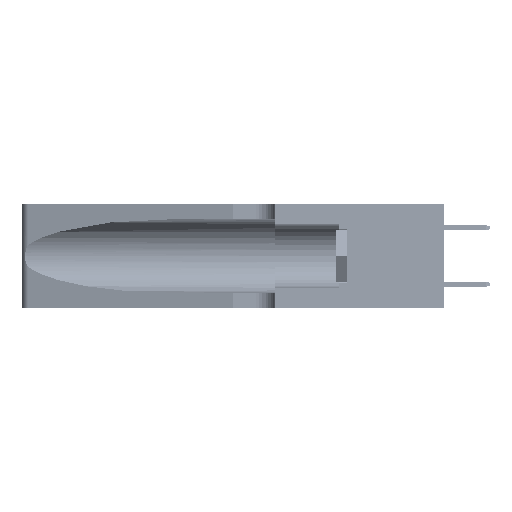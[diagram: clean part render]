
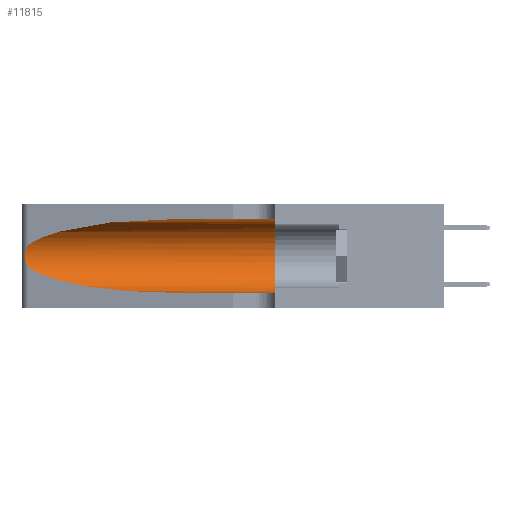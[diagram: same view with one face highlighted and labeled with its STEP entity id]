
A CAD part, left-side view. The second image highlights one B-rep face of the part: STEP entity #11815.
In plain terms, the highlighted cylindrical face has radius 3.308 mm (diameter 6.617 mm), a partial arc.
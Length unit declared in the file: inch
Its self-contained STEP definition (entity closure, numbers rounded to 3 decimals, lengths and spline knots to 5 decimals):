
#275 = VECTOR ( 'NONE', #1236, 39.37008 ) ;
#1236 = DIRECTION ( 'NONE',  ( 0., -1., 0. ) ) ;
#1961 = CARTESIAN_POINT ( 'NONE',  ( 0.1305, 0.35, 0.05475 ) ) ;
#2142 = CARTESIAN_POINT ( 'NONE',  ( 0.26018, 1.23835, 0.19895 ) ) ;
#4085 = CARTESIAN_POINT ( 'NONE',  ( 0.2373, 1.15595, 0.08982 ) ) ;
#5548 = ORIENTED_EDGE ( 'NONE', *, *, #19159, .T. ) ;
#6230 = CARTESIAN_POINT ( 'NONE',  ( 0.25555, 1.22994, 0.2215 ) ) ;
#6416 = CARTESIAN_POINT ( 'NONE',  ( 0.26075, 1.23896, 0.178 ) ) ;
#9164 = VERTEX_POINT ( 'NONE', #33351 ) ;
#10211 = DIRECTION ( 'NONE',  ( 0., 1., 0. ) ) ;
#10696 = CARTESIAN_POINT ( 'NONE',  ( 0.25856, 1.23593, 0.16098 ) ) ;
#11815 = ADVANCED_FACE ( 'NONE', ( #17454 ), #38587, .F. ) ;
#12112 = CARTESIAN_POINT ( 'NONE',  ( 0.1305, 0.72297, 0.31525 ) ) ;
#12975 = CARTESIAN_POINT ( 'NONE',  ( 0.1305, 0.35, 0.31525 ) ) ;
#15007 = CARTESIAN_POINT ( 'NONE',  ( 0.25639, 1.23186, 0.15144 ) ) ;
#15111 = EDGE_CURVE ( 'NONE', #35407, #29172, #37385, .T. ) ;
#16153 = EDGE_CURVE ( 'NONE', #9164, #22741, #27604, .T. ) ;
#16415 = CARTESIAN_POINT ( 'NONE',  ( 0.25487, 1.22718, 0.22369 ) ) ;
#16947 = CARTESIAN_POINT ( 'NONE',  ( 0.1305, 0.72297, 0.05475 ) ) ;
#17454 = FACE_OUTER_BOUND ( 'NONE', #51920, .T. ) ;
#17735 = B_SPLINE_CURVE_WITH_KNOTS ( 'NONE', 3,
 ( #44366, #6230, #23347, #52798, #27611, #2142, #31855, #6416, #36092, #10696, #40311, #15007, #44555, #19267 ),
 .UNSPECIFIED., .F., .F.,
 ( 4, 2, 2, 2, 2, 2, 4 ),
 ( 0., 0.00027, 0.00053, 0.00107, 0.0016, 0.00187, 0.00214 ),
 .UNSPECIFIED. ) ;
#18529 = CARTESIAN_POINT ( 'NONE',  ( 0.1305, 0.72297, 0.05475 ) ) ;
#18856 = ORIENTED_EDGE ( 'NONE', *, *, #16153, .T. ) ;
#19159 = EDGE_CURVE ( 'NONE', #29172, #9164, #17735, .T. ) ;
#19267 = CARTESIAN_POINT ( 'NONE',  ( 0.25487, 1.22718, 0.14631 ) ) ;
#19711 = DIRECTION ( 'NONE',  ( 0., 0., -1. ) ) ;
#20355 = EDGE_CURVE ( 'NONE', #28021, #41300, #27507, .T. ) ;
#20503 = CARTESIAN_POINT ( 'NONE',  ( 0.18966, 0.96281, 0.31525 ) ) ;
#20877 = VECTOR ( 'NONE', #31316, 39.37008 ) ;
#22741 = VERTEX_POINT ( 'NONE', #18529 ) ;
#23347 = CARTESIAN_POINT ( 'NONE',  ( 0.25639, 1.23184, 0.21858 ) ) ;
#23446 = ORIENTED_EDGE ( 'NONE', *, *, #34374, .T. ) ;
#23970 = DIRECTION ( 'NONE',  ( 0., -1., 0. ) ) ;
#27507 = CIRCLE ( 'NONE', #33667, 0.13025 ) ;
#27604 =( BOUNDED_CURVE ( )  B_SPLINE_CURVE ( 3, ( #54674, #4085, #42241, #16947 ),
 .UNSPECIFIED., .F., .T. ) 
 B_SPLINE_CURVE_WITH_KNOTS ( ( 4, 4 ),
 ( 3.44316, 4.71239 ),
 .UNSPECIFIED. ) 
 CURVE ( )  GEOMETRIC_REPRESENTATION_ITEM ( )  RATIONAL_B_SPLINE_CURVE ( ( 1., 0.87, 0.87, 1. ) ) 
 REPRESENTATION_ITEM ( '' )  );
#27611 = CARTESIAN_POINT ( 'NONE',  ( 0.25854, 1.2359, 0.20912 ) ) ;
#28021 = VERTEX_POINT ( 'NONE', #12975 ) ;
#29172 = VERTEX_POINT ( 'NONE', #53375 ) ;
#29391 = ORIENTED_EDGE ( 'NONE', *, *, #20355, .F. ) ;
#31316 = DIRECTION ( 'NONE',  ( 0., -1., 0. ) ) ;
#31855 = CARTESIAN_POINT ( 'NONE',  ( 0.26075, 1.23896, 0.19203 ) ) ;
#33351 = CARTESIAN_POINT ( 'NONE',  ( 0.25487, 1.22718, 0.14631 ) ) ;
#33667 = AXIS2_PLACEMENT_3D ( 'NONE', #35619, #10211, #39833 ) ;
#34161 = LINE ( 'NONE', #43655, #275 ) ;
#34374 = EDGE_CURVE ( 'NONE', #22741, #41300, #34161, .T. ) ;
#35407 = VERTEX_POINT ( 'NONE', #40815 ) ;
#35619 = CARTESIAN_POINT ( 'NONE',  ( 0.1305, 0.35, 0.185 ) ) ;
#36092 = CARTESIAN_POINT ( 'NONE',  ( 0.26017, 1.23833, 0.17102 ) ) ;
#37385 =( BOUNDED_CURVE ( )  B_SPLINE_CURVE ( 3, ( #12112, #20503, #45779, #16415 ),
 .UNSPECIFIED., .F., .T. ) 
 B_SPLINE_CURVE_WITH_KNOTS ( ( 4, 4 ),
 ( 1.5708, 2.84003 ),
 .UNSPECIFIED. ) 
 CURVE ( )  GEOMETRIC_REPRESENTATION_ITEM ( )  RATIONAL_B_SPLINE_CURVE ( ( 1., 0.87, 0.87, 1. ) ) 
 REPRESENTATION_ITEM ( '' )  );
#38587 = CYLINDRICAL_SURFACE ( 'NONE', #54595, 0.13025 ) ;
#38863 = ORIENTED_EDGE ( 'NONE', *, *, #15111, .T. ) ;
#39833 = DIRECTION ( 'NONE',  ( 0., 0., 1. ) ) ;
#40311 = CARTESIAN_POINT ( 'NONE',  ( 0.25789, 1.23486, 0.15765 ) ) ;
#40815 = CARTESIAN_POINT ( 'NONE',  ( 0.1305, 0.72297, 0.31525 ) ) ;
#41300 = VERTEX_POINT ( 'NONE', #1961 ) ;
#42241 = CARTESIAN_POINT ( 'NONE',  ( 0.18966, 0.96281, 0.05475 ) ) ;
#43655 = CARTESIAN_POINT ( 'NONE',  ( 0.1305, 1.61858, 0.05475 ) ) ;
#44366 = CARTESIAN_POINT ( 'NONE',  ( 0.25487, 1.22718, 0.22369 ) ) ;
#44555 = CARTESIAN_POINT ( 'NONE',  ( 0.25555, 1.22993, 0.14849 ) ) ;
#45779 = CARTESIAN_POINT ( 'NONE',  ( 0.2373, 1.15595, 0.28018 ) ) ;
#49209 = CARTESIAN_POINT ( 'NONE',  ( 0.1305, 1.61858, 0.185 ) ) ;
#51920 = EDGE_LOOP ( 'NONE', ( #38863, #5548, #18856, #23446, #29391, #54254 ) ) ;
#52254 = CARTESIAN_POINT ( 'NONE',  ( 0.1305, 1.61858, 0.31525 ) ) ;
#52798 = CARTESIAN_POINT ( 'NONE',  ( 0.25787, 1.23484, 0.2124 ) ) ;
#53153 = LINE ( 'NONE', #52254, #20877 ) ;
#53375 = CARTESIAN_POINT ( 'NONE',  ( 0.25487, 1.22718, 0.22369 ) ) ;
#54060 = EDGE_CURVE ( 'NONE', #35407, #28021, #53153, .T. ) ;
#54254 = ORIENTED_EDGE ( 'NONE', *, *, #54060, .F. ) ;
#54595 = AXIS2_PLACEMENT_3D ( 'NONE', #49209, #23970, #19711 ) ;
#54674 = CARTESIAN_POINT ( 'NONE',  ( 0.25487, 1.22718, 0.14631 ) ) ;
